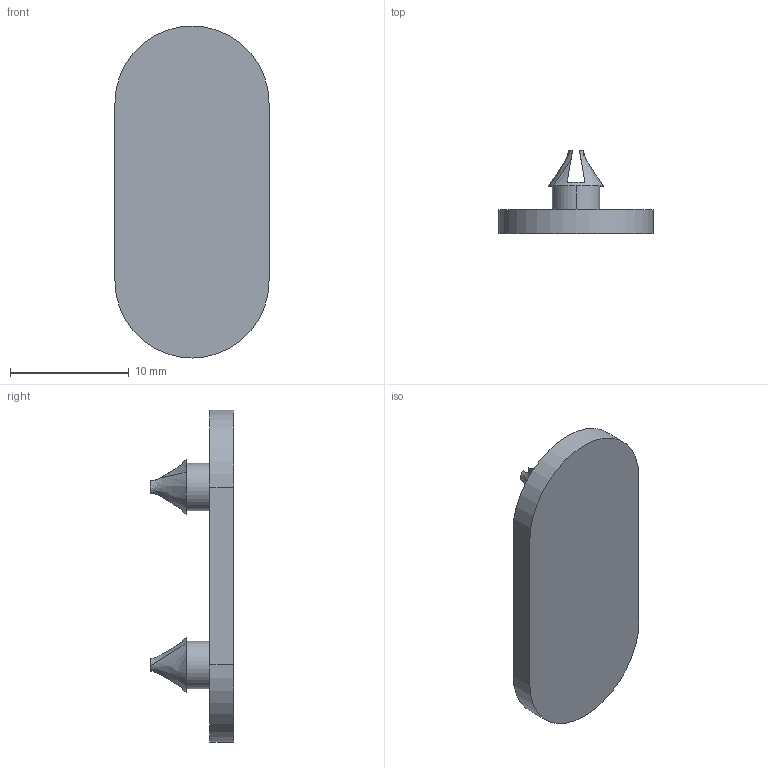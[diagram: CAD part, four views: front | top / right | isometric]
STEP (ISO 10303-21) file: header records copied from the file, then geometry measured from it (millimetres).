
FILE_DESCRIPTION (( 'STEP AP203' ), '1' );
FILE_NAME ('TAPA BISAGRA2.STEP', '2014-12-31T01:46:55', ( '' ), ( '' ), 'SwSTEP 2.0', 'SolidWorks 2012', '' );
FILE_SCHEMA (( 'CONFIG_CONTROL_DESIGN' ));
Length unit declared in the file: millimetre
Products named in the file (1): TAPA BISAGRA2
Bounding box: 13 x 7 x 28 mm (x, y, z)
Volume: 729.8 mm3; surface area: 914.2 mm2
Topology: 1 solids, 1 shells, 27 faces, 63 edges, 42 vertices
Faces by surface type: plane 16, cylinder 7, bspline 4
Entity records: 948 total; most frequent: CARTESIAN_POINT 263, ORIENTED_EDGE 126, DIRECTION 125, EDGE_CURVE 63, AXIS2_PLACEMENT_3D 52, VERTEX_POINT 42, EDGE_LOOP 31, CIRCLE 28
